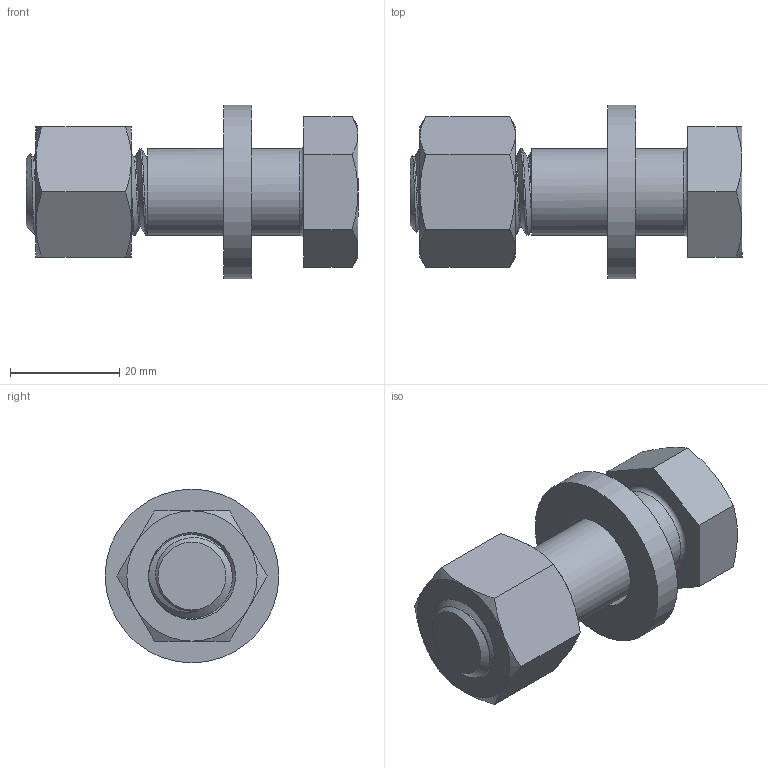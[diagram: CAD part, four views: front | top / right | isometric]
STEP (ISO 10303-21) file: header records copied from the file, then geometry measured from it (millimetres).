
FILE_DESCRIPTION(/* description */ ('STEP AP203'),/* implementation_level */ '2;1');
FILE_NAME(/* name */ 'Bolt_Puzzle_Assy.stp',/* time_stamp */ '2019-09-25T17:50:31-04:00',/* author */ ('Mark'),/* organization */ (''),/* preprocessor_version */ 'ST-DEVELOPER v16.1',/* originating_system */ 'Autodesk Inventor 2016',/* authorisation */ '');
FILE_SCHEMA (('AUTOMOTIVE_DESIGN { 1 0 10303 214 3 1 1 }'));
Length unit declared in the file: inch
Products named in the file (6): Bolt1_test; Bolt1_testa; test_bolt; Washer; Nut; Bolt_Puzzle_Assy2
Assembly tree (5 placements, depth 3):
  Bolt_Puzzle_Assy2
    test_bolt
      Bolt1_test
      Bolt1_testa
    Washer
    Nut
Bounding box: 60.72 x 31.75 x 31.75 mm (x, y, z)
Volume: 22528.7 mm3; surface area: 10582.3 mm2
Topology: 4 solids, 4 shells, 86 faces, 205 edges, 128 vertices
Faces by surface type: plane 27, cone 21, cylinder 19, bspline 18, torus 1
Full cylindrical faces by diameter (mm): 15.875 x2, 17.462 x1, 31.75 x1
Entity records: 19282 total; most frequent: CARTESIAN_POINT 17534, ORIENTED_EDGE 386, DIRECTION 280, EDGE_CURVE 193, VERTEX_POINT 123, AXIS2_PLACEMENT_3D 117, EDGE_LOOP 94, FACE_OUTER_BOUND 84
